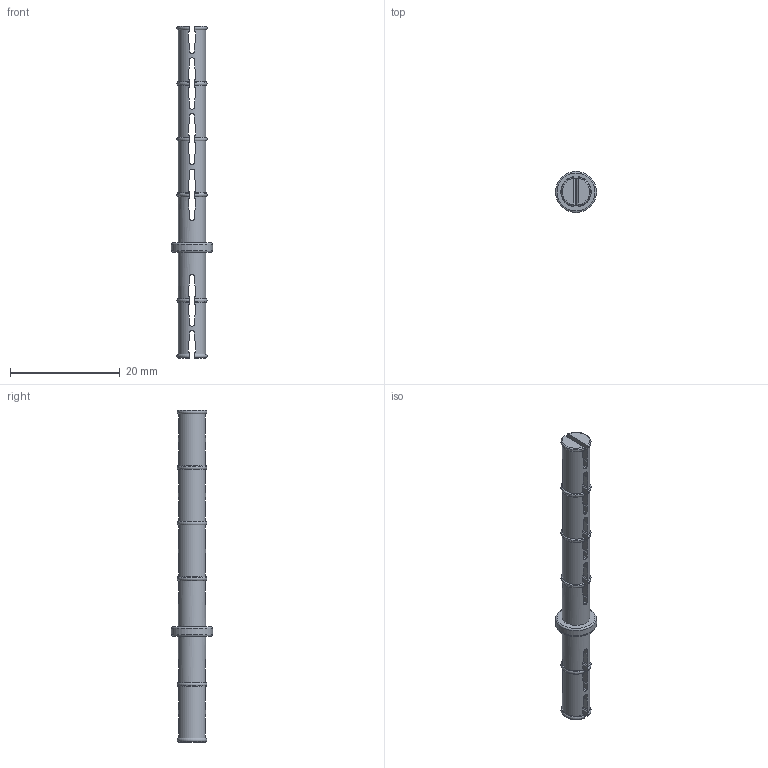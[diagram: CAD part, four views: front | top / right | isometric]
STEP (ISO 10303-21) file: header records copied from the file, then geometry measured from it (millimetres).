
FILE_DESCRIPTION(/* description */ ('Unknown'),/* implementation_level */ '2;1');
FILE_NAME(/* name */ 'cp2x4',/* time_stamp */ '2018-09-05T09:08:58+02:00',/* author */ ('Unknown'),/* organization */ ('Unknown'),/* preprocessor_version */ 'ST-DEVELOPER v16.7',/* originating_system */ 'DEX',/* authorisation */ $);
FILE_SCHEMA (('AUTOMOTIVE_DESIGN {1 0 10303 214 3 1 1}'));
Length unit declared in the file: millimetre
Products named in the file (2): Asm3; cp2x2
Assembly tree (1 placements, depth 2):
  Asm3
    cp2x2
Bounding box: 7.5 x 7.5 x 60.47 mm (x, y, z)
Volume: 979.1 mm3; surface area: 1468.6 mm2
Topology: 1 solids, 1 shells, 201 faces, 593 edges, 392 vertices
Faces by surface type: plane 88, cylinder 87, torus 26
Full cylindrical faces by diameter (mm): 4.95 x6, 7.5 x1
Entity records: 8281 total; most frequent: CARTESIAN_POINT 1799, ORIENTED_EDGE 1164, DIRECTION 902, EDGE_CURVE 582, VERTEX_POINT 390, AXIS2_PLACEMENT_3D 325, LINE 252, VECTOR 252
